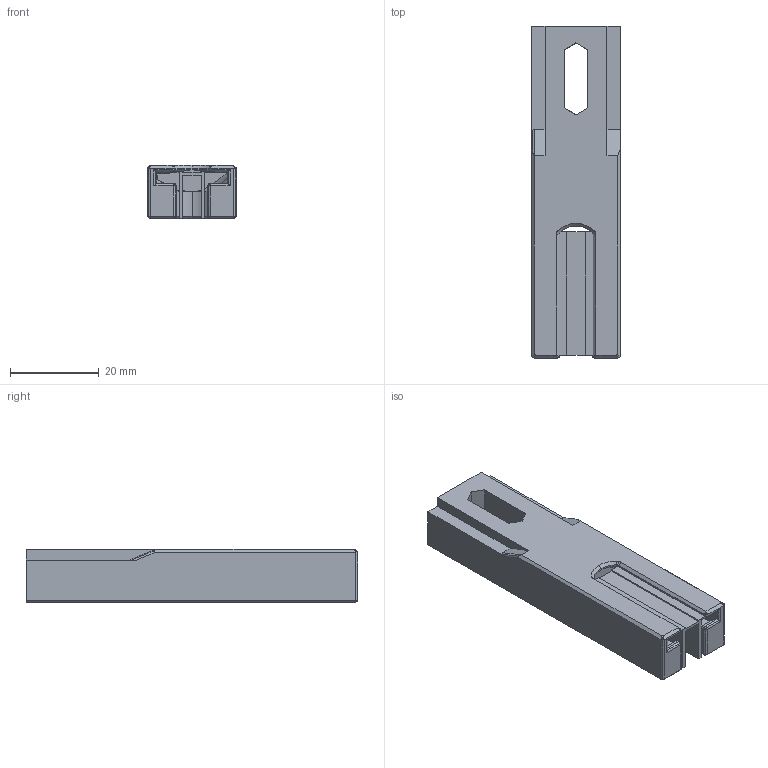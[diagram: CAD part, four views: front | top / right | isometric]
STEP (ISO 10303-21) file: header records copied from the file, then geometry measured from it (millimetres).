
FILE_DESCRIPTION(('STEP AP214'),'1');
FILE_NAME('Gantry_Face_Mount_Straight_Dock.stp','2022-06-27T22:44:39',(' '),(' '),'Spatial InterOp 3D',' ',' ');
FILE_SCHEMA(('automotive_design'));
Length unit declared in the file: inch
Products named in the file (4): 1; 2; 3; 4
Bounding box: 20 x 74.96 x 12 mm (x, y, z)
Volume: 13102 mm3; surface area: 8517.1 mm2
Topology: 4 solids, 4 shells, 202 faces, 532 edges, 335 vertices
Faces by surface type: plane 121, cylinder 53, cone 24, sphere 4
Entity records: 7878 total; most frequent: CARTESIAN_POINT 1147, ORIENTED_EDGE 1056, DIRECTION 1050, EDGE_CURVE 528, LINE 380, VECTOR 380, AXIS2_PLACEMENT_3D 335, VERTEX_POINT 335
